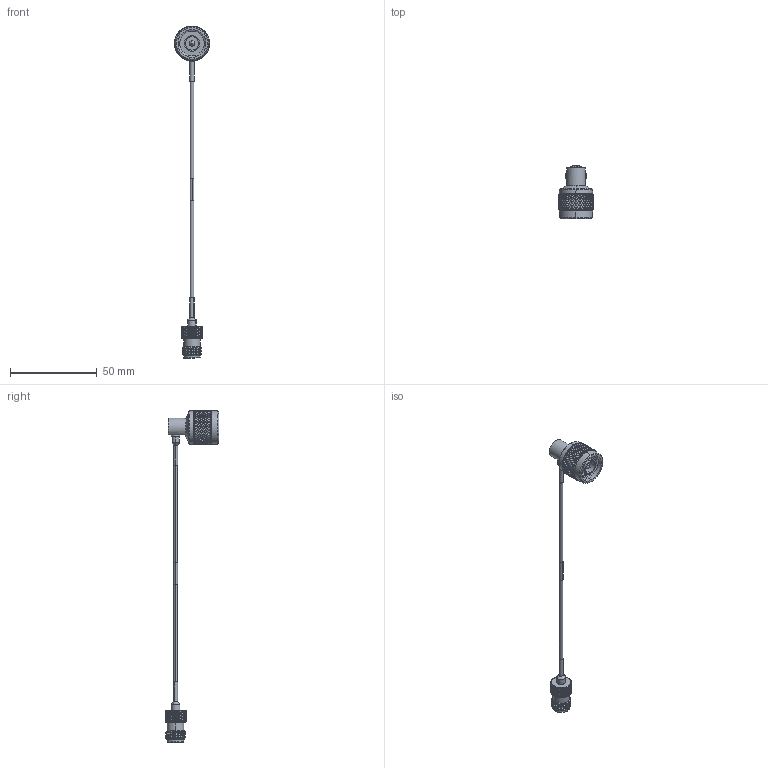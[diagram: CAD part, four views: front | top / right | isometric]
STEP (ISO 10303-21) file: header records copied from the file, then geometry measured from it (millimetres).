
FILE_DESCRIPTION (( 'STEP AP214' ), '1' );
FILE_NAME ('LCCA30582.step', '2020-06-23T20:55:09', ( '' ), ( '' ), 'SwSTEP 2.0', 'SolidWorks 2018', '' );
FILE_SCHEMA (( 'AUTOMOTIVE_DESIGN' ));
Length unit declared in the file: inch
Products named in the file (7): LC085TB (085 FORMABLE); 1AW01-002_.08 ID; LCCN3044_HS; LCCA30582; LCCN3062; LCCN3044_HS-2; LCCN3052
Assembly tree (6 placements, depth 2):
  LCCA30582
    LC085TB (085 FORMABLE)
    1AW01-002_.08 ID
    LCCN3052
    LCCN3044_HS-2
    LCCN3044_HS
    LCCN3062
Bounding box: 20.07 x 30.86 x 191.28 mm (x, y, z)
Volume: 5911.1 mm3; surface area: 7512.2 mm2
Topology: 6 solids, 6 shells, 4007 faces, 8278 edges, 4299 vertices
Faces by surface type: bspline 2887, cylinder 796, cone 269, plane 53, sphere 2
Entity records: 145727 total; most frequent: CARTESIAN_POINT 93425, ORIENTED_EDGE 16556, EDGE_CURVE 8278, VERTEX_POINT 4299, EDGE_LOOP 4025, FACE_OUTER_BOUND 4007, ADVANCED_FACE 4007, DIRECTION 3631
